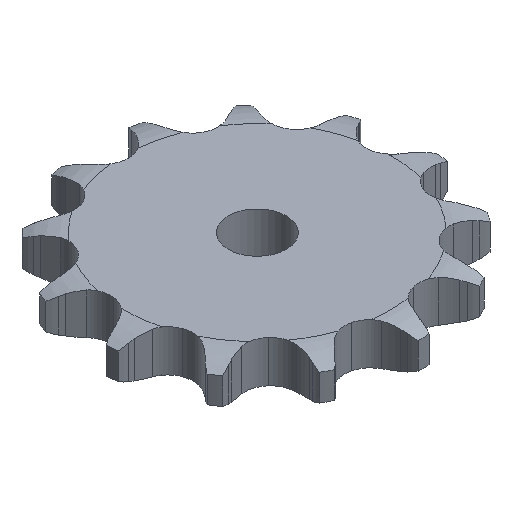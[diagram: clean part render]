
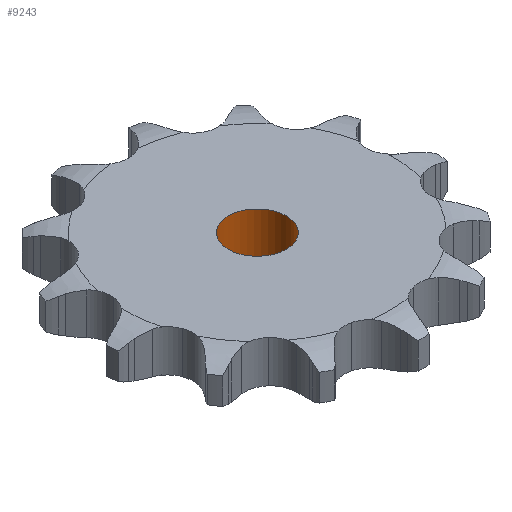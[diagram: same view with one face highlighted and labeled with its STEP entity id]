
A CAD part, isometric view. The second image highlights one B-rep face of the part: STEP entity #9243.
In plain terms, the highlighted cylindrical face has radius 5 mm (diameter 10 mm), a full revolution.
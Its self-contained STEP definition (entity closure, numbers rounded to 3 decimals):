
#443 = PLANE('',#444);
#444 = AXIS2_PLACEMENT_3D('',#445,#446,#447);
#445 = CARTESIAN_POINT('',(0.,0.,7.2));
#446 = DIRECTION('',(-0.,-0.,-1.));
#447 = DIRECTION('',(-1.,0.,0.));
#643 = PLANE('',#644);
#644 = AXIS2_PLACEMENT_3D('',#645,#646,#647);
#645 = CARTESIAN_POINT('',(0.,0.,0.));
#646 = DIRECTION('',(-0.,-0.,-1.));
#647 = DIRECTION('',(-1.,0.,0.));
#2200 = EDGE_CURVE('',#2201,#2201,#2203,.T.);
#2201 = VERTEX_POINT('',#2202);
#2202 = CARTESIAN_POINT('',(5.,0.,7.2));
#2203 = SURFACE_CURVE('',#2204,(#2209,#2220),.PCURVE_S1.);
#2204 = CIRCLE('',#2205,5.);
#2205 = AXIS2_PLACEMENT_3D('',#2206,#2207,#2208);
#2206 = CARTESIAN_POINT('',(0.,0.,7.2));
#2207 = DIRECTION('',(0.,0.,1.));
#2208 = DIRECTION('',(1.,0.,0.));
#2209 = PCURVE('',#443,#2210);
#2210 = DEFINITIONAL_REPRESENTATION('',(#2211),#2219);
#2211 = ( BOUNDED_CURVE() B_SPLINE_CURVE(2,(#2212,#2213,#2214,#2215,
#2216,#2217,#2218),.UNSPECIFIED.,.T.,.F.) B_SPLINE_CURVE_WITH_KNOTS((1,2
    ,2,2,2,1),(-2.094,0.,2.094,4.189,
6.283,8.378),.UNSPECIFIED.) CURVE() 
GEOMETRIC_REPRESENTATION_ITEM() RATIONAL_B_SPLINE_CURVE((1.,0.5,1.,0.5,
1.,0.5,1.)) REPRESENTATION_ITEM('') );
#2212 = CARTESIAN_POINT('',(-5.,0.));
#2213 = CARTESIAN_POINT('',(-5.,8.66));
#2214 = CARTESIAN_POINT('',(2.5,4.33));
#2215 = CARTESIAN_POINT('',(10.,0.));
#2216 = CARTESIAN_POINT('',(2.5,-4.33));
#2217 = CARTESIAN_POINT('',(-5.,-8.66));
#2218 = CARTESIAN_POINT('',(-5.,0.));
#2219 = ( GEOMETRIC_REPRESENTATION_CONTEXT(2) 
PARAMETRIC_REPRESENTATION_CONTEXT() REPRESENTATION_CONTEXT('2D SPACE',''
  ) );
#2220 = PCURVE('',#2221,#2226);
#2221 = CYLINDRICAL_SURFACE('',#2222,5.);
#2222 = AXIS2_PLACEMENT_3D('',#2223,#2224,#2225);
#2223 = CARTESIAN_POINT('',(0.,0.,93.206));
#2224 = DIRECTION('',(0.,0.,1.));
#2225 = DIRECTION('',(1.,0.,0.));
#2226 = DEFINITIONAL_REPRESENTATION('',(#2227),#2231);
#2227 = LINE('',#2228,#2229);
#2228 = CARTESIAN_POINT('',(0.,-86.006));
#2229 = VECTOR('',#2230,1.);
#2230 = DIRECTION('',(1.,0.));
#2231 = ( GEOMETRIC_REPRESENTATION_CONTEXT(2) 
PARAMETRIC_REPRESENTATION_CONTEXT() REPRESENTATION_CONTEXT('2D SPACE',''
  ) );
#3477 = EDGE_CURVE('',#3478,#3478,#3480,.T.);
#3478 = VERTEX_POINT('',#3479);
#3479 = CARTESIAN_POINT('',(5.,0.,0.));
#3480 = SURFACE_CURVE('',#3481,(#3486,#3497),.PCURVE_S1.);
#3481 = CIRCLE('',#3482,5.);
#3482 = AXIS2_PLACEMENT_3D('',#3483,#3484,#3485);
#3483 = CARTESIAN_POINT('',(0.,0.,0.));
#3484 = DIRECTION('',(0.,0.,1.));
#3485 = DIRECTION('',(1.,0.,0.));
#3486 = PCURVE('',#643,#3487);
#3487 = DEFINITIONAL_REPRESENTATION('',(#3488),#3496);
#3488 = ( BOUNDED_CURVE() B_SPLINE_CURVE(2,(#3489,#3490,#3491,#3492,
#3493,#3494,#3495),.UNSPECIFIED.,.T.,.F.) B_SPLINE_CURVE_WITH_KNOTS((1,2
    ,2,2,2,1),(-2.094,0.,2.094,4.189,
6.283,8.378),.UNSPECIFIED.) CURVE() 
GEOMETRIC_REPRESENTATION_ITEM() RATIONAL_B_SPLINE_CURVE((1.,0.5,1.,0.5,
1.,0.5,1.)) REPRESENTATION_ITEM('') );
#3489 = CARTESIAN_POINT('',(-5.,0.));
#3490 = CARTESIAN_POINT('',(-5.,8.66));
#3491 = CARTESIAN_POINT('',(2.5,4.33));
#3492 = CARTESIAN_POINT('',(10.,0.));
#3493 = CARTESIAN_POINT('',(2.5,-4.33));
#3494 = CARTESIAN_POINT('',(-5.,-8.66));
#3495 = CARTESIAN_POINT('',(-5.,0.));
#3496 = ( GEOMETRIC_REPRESENTATION_CONTEXT(2) 
PARAMETRIC_REPRESENTATION_CONTEXT() REPRESENTATION_CONTEXT('2D SPACE',''
  ) );
#3497 = PCURVE('',#2221,#3498);
#3498 = DEFINITIONAL_REPRESENTATION('',(#3499),#3503);
#3499 = LINE('',#3500,#3501);
#3500 = CARTESIAN_POINT('',(0.,-93.206));
#3501 = VECTOR('',#3502,1.);
#3502 = DIRECTION('',(1.,0.));
#3503 = ( GEOMETRIC_REPRESENTATION_CONTEXT(2) 
PARAMETRIC_REPRESENTATION_CONTEXT() REPRESENTATION_CONTEXT('2D SPACE',''
  ) );
#9243 = ADVANCED_FACE('',(#9244),#2221,.F.);
#9244 = FACE_BOUND('',#9245,.F.);
#9245 = EDGE_LOOP('',(#9246,#9247,#9268,#9269));
#9246 = ORIENTED_EDGE('',*,*,#2200,.F.);
#9247 = ORIENTED_EDGE('',*,*,#9248,.T.);
#9248 = EDGE_CURVE('',#2201,#3478,#9249,.T.);
#9249 = SEAM_CURVE('',#9250,(#9254,#9261),.PCURVE_S1.);
#9250 = LINE('',#9251,#9252);
#9251 = CARTESIAN_POINT('',(5.,0.,93.206));
#9252 = VECTOR('',#9253,1.);
#9253 = DIRECTION('',(-0.,-0.,-1.));
#9254 = PCURVE('',#2221,#9255);
#9255 = DEFINITIONAL_REPRESENTATION('',(#9256),#9260);
#9256 = LINE('',#9257,#9258);
#9257 = CARTESIAN_POINT('',(6.283,0.));
#9258 = VECTOR('',#9259,1.);
#9259 = DIRECTION('',(0.,-1.));
#9260 = ( GEOMETRIC_REPRESENTATION_CONTEXT(2) 
PARAMETRIC_REPRESENTATION_CONTEXT() REPRESENTATION_CONTEXT('2D SPACE',''
  ) );
#9261 = PCURVE('',#2221,#9262);
#9262 = DEFINITIONAL_REPRESENTATION('',(#9263),#9267);
#9263 = LINE('',#9264,#9265);
#9264 = CARTESIAN_POINT('',(0.,0.));
#9265 = VECTOR('',#9266,1.);
#9266 = DIRECTION('',(0.,-1.));
#9267 = ( GEOMETRIC_REPRESENTATION_CONTEXT(2) 
PARAMETRIC_REPRESENTATION_CONTEXT() REPRESENTATION_CONTEXT('2D SPACE',''
  ) );
#9268 = ORIENTED_EDGE('',*,*,#3477,.T.);
#9269 = ORIENTED_EDGE('',*,*,#9248,.F.);
